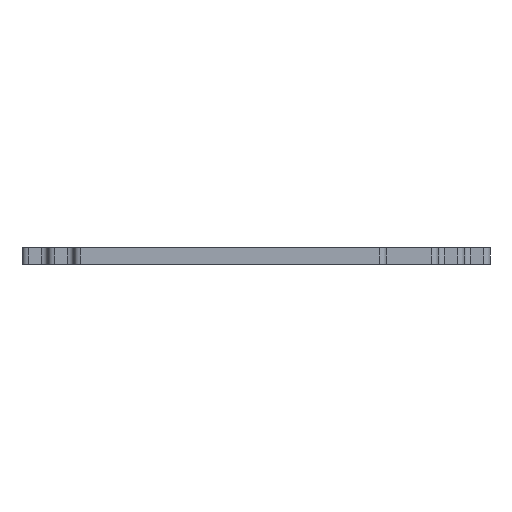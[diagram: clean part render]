
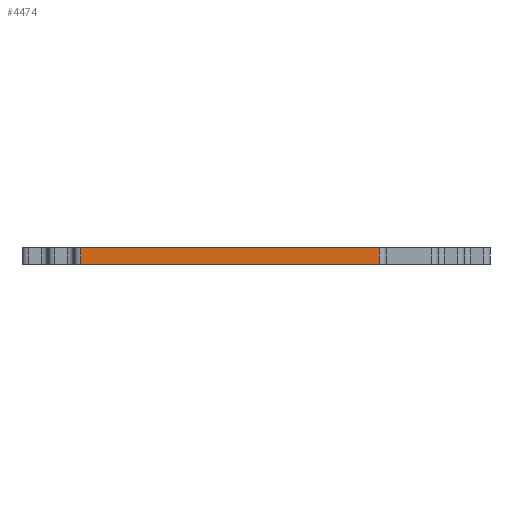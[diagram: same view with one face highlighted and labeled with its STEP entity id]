
A CAD part, left-side view. The second image highlights one B-rep face of the part: STEP entity #4474.
In plain terms, the highlighted planar face has unit normal (-1, 0, 0).
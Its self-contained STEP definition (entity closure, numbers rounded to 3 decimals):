
#273=CARTESIAN_POINT('',(-74.999,-25.266,11.));
#274=VERTEX_POINT('',#273);
#282=CARTESIAN_POINT('',(-74.999,29.384,11.));
#283=VERTEX_POINT('',#282);
#284=CARTESIAN_POINT('',(-74.999,-25.266,11.));
#285=DIRECTION('',(0.,1.,0.));
#286=VECTOR('',#285,54.65);
#287=LINE('',#284,#286);
#288=EDGE_CURVE('',#274,#283,#287,.T.);
#2596=CARTESIAN_POINT('',(-74.999,29.384,14.));
#2597=VERTEX_POINT('',#2596);
#2605=CARTESIAN_POINT('',(-74.999,-25.266,14.));
#2606=VERTEX_POINT('',#2605);
#2607=CARTESIAN_POINT('',(-74.999,-25.266,14.));
#2608=DIRECTION('',(0.,1.,0.));
#2609=VECTOR('',#2608,54.65);
#2610=LINE('',#2607,#2609);
#2611=EDGE_CURVE('',#2606,#2597,#2610,.T.);
#4453=CARTESIAN_POINT('',(-74.999,21.109,11.));
#4454=DIRECTION('',(1.,0.,0.));
#4455=DIRECTION('',(0.,0.,-1.));
#4456=AXIS2_PLACEMENT_3D('',#4453,#4454,#4455);
#4457=PLANE('',#4456);
#4458=ORIENTED_EDGE('',*,*,#2611,.T.);
#4459=CARTESIAN_POINT('',(-74.999,29.384,14.));
#4460=DIRECTION('',(-0.,-0.,-1.));
#4461=VECTOR('',#4460,3.);
#4462=LINE('',#4459,#4461);
#4463=EDGE_CURVE('',#2597,#283,#4462,.T.);
#4464=ORIENTED_EDGE('',*,*,#4463,.T.);
#4465=ORIENTED_EDGE('',*,*,#288,.F.);
#4466=CARTESIAN_POINT('',(-74.999,-25.266,11.));
#4467=DIRECTION('',(0.,0.,1.));
#4468=VECTOR('',#4467,3.);
#4469=LINE('',#4466,#4468);
#4470=EDGE_CURVE('',#274,#2606,#4469,.T.);
#4471=ORIENTED_EDGE('',*,*,#4470,.T.);
#4472=EDGE_LOOP('',(#4458,#4464,#4465,#4471));
#4473=FACE_BOUND('',#4472,.T.);
#4474=ADVANCED_FACE('',(#4473),#4457,.F.);
